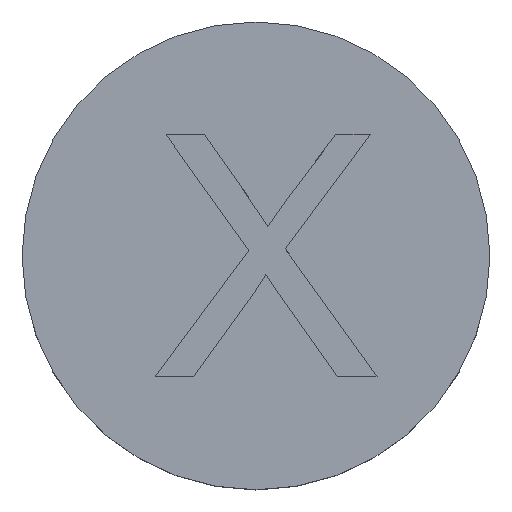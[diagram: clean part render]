
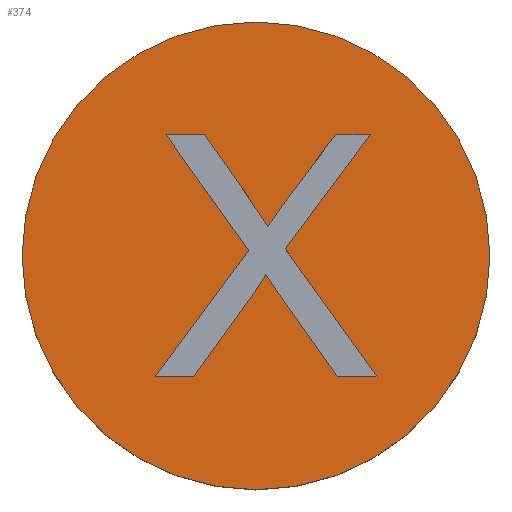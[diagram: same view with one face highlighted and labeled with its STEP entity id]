
A CAD part, top view. The second image highlights one B-rep face of the part: STEP entity #374.
In plain terms, the highlighted planar face has unit normal (0, 0, 1).
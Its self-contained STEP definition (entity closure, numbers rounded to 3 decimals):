
#15=FACE_BOUND('',#70,.T.);
#16=CIRCLE('',#404,5.8);
#19=B_SPLINE_CURVE_WITH_KNOTS('',3,(#508,#509,#510,#511,#512),
 .UNSPECIFIED.,.F.,.F.,(4,1,4),(0.,0.033,0.053),
 .UNSPECIFIED.);
#21=B_SPLINE_CURVE_WITH_KNOTS('',3,(#531,#532,#533,#534,#535),
 .UNSPECIFIED.,.F.,.F.,(4,1,4),(0.,0.023,0.048),
 .UNSPECIFIED.);
#23=B_SPLINE_CURVE_WITH_KNOTS('',3,(#590,#591,#592,#593,#594),
 .UNSPECIFIED.,.F.,.F.,(4,1,4),(0.,0.04,0.083),
 .UNSPECIFIED.);
#25=B_SPLINE_CURVE_WITH_KNOTS('',3,(#613,#614,#615,#616,#617),
 .UNSPECIFIED.,.F.,.F.,(4,1,4),(0.,0.051,0.088),
 .UNSPECIFIED.);
#49=FACE_OUTER_BOUND('',#69,.T.);
#69=EDGE_LOOP('',(#323));
#70=EDGE_LOOP('',(#324,#325,#326,#327,#328,#329,#330,#331,#332,#333,#334,
#335,#336,#337,#338,#339));
#72=LINE('',#491,#113);
#78=LINE('',#545,#119);
#81=LINE('',#551,#122);
#84=LINE('',#557,#125);
#87=LINE('',#563,#128);
#90=LINE('',#569,#131);
#93=LINE('',#575,#134);
#98=LINE('',#627,#139);
#101=LINE('',#633,#142);
#104=LINE('',#639,#145);
#107=LINE('',#645,#148);
#110=LINE('',#650,#151);
#113=VECTOR('',#412,10.);
#119=VECTOR('',#420,10.);
#122=VECTOR('',#425,10.);
#125=VECTOR('',#430,10.);
#128=VECTOR('',#435,10.);
#131=VECTOR('',#440,10.);
#134=VECTOR('',#445,10.);
#139=VECTOR('',#452,10.);
#142=VECTOR('',#457,10.);
#145=VECTOR('',#462,10.);
#148=VECTOR('',#467,10.);
#151=VECTOR('',#472,10.);
#154=VERTEX_POINT('',#489);
#155=VERTEX_POINT('',#490);
#158=VERTEX_POINT('',#507);
#160=VERTEX_POINT('',#530);
#162=VERTEX_POINT('',#544);
#164=VERTEX_POINT('',#550);
#166=VERTEX_POINT('',#556);
#168=VERTEX_POINT('',#562);
#170=VERTEX_POINT('',#568);
#172=VERTEX_POINT('',#574);
#174=VERTEX_POINT('',#589);
#176=VERTEX_POINT('',#612);
#178=VERTEX_POINT('',#626);
#180=VERTEX_POINT('',#632);
#182=VERTEX_POINT('',#638);
#184=VERTEX_POINT('',#644);
#186=VERTEX_POINT('',#654);
#188=EDGE_CURVE('',#154,#155,#72,.T.);
#192=EDGE_CURVE('',#158,#154,#19,.T.);
#195=EDGE_CURVE('',#160,#158,#21,.T.);
#198=EDGE_CURVE('',#162,#160,#78,.T.);
#201=EDGE_CURVE('',#164,#162,#81,.T.);
#204=EDGE_CURVE('',#166,#164,#84,.T.);
#207=EDGE_CURVE('',#168,#166,#87,.T.);
#210=EDGE_CURVE('',#170,#168,#90,.T.);
#213=EDGE_CURVE('',#172,#170,#93,.T.);
#216=EDGE_CURVE('',#174,#172,#23,.T.);
#219=EDGE_CURVE('',#176,#174,#25,.T.);
#222=EDGE_CURVE('',#178,#176,#98,.T.);
#225=EDGE_CURVE('',#180,#178,#101,.T.);
#228=EDGE_CURVE('',#182,#180,#104,.T.);
#231=EDGE_CURVE('',#184,#182,#107,.T.);
#234=EDGE_CURVE('',#155,#184,#110,.T.);
#236=EDGE_CURVE('',#186,#186,#16,.T.);
#323=ORIENTED_EDGE('',*,*,#236,.T.);
#324=ORIENTED_EDGE('',*,*,#188,.T.);
#325=ORIENTED_EDGE('',*,*,#234,.T.);
#326=ORIENTED_EDGE('',*,*,#231,.T.);
#327=ORIENTED_EDGE('',*,*,#228,.T.);
#328=ORIENTED_EDGE('',*,*,#225,.T.);
#329=ORIENTED_EDGE('',*,*,#222,.T.);
#330=ORIENTED_EDGE('',*,*,#219,.T.);
#331=ORIENTED_EDGE('',*,*,#216,.T.);
#332=ORIENTED_EDGE('',*,*,#213,.T.);
#333=ORIENTED_EDGE('',*,*,#210,.T.);
#334=ORIENTED_EDGE('',*,*,#207,.T.);
#335=ORIENTED_EDGE('',*,*,#204,.T.);
#336=ORIENTED_EDGE('',*,*,#201,.T.);
#337=ORIENTED_EDGE('',*,*,#198,.T.);
#338=ORIENTED_EDGE('',*,*,#195,.T.);
#339=ORIENTED_EDGE('',*,*,#192,.T.);
#354=PLANE('',#406);
#374=ADVANCED_FACE('',(#49,#15),#354,.T.);
#404=AXIS2_PLACEMENT_3D('',#655,#478,#479);
#406=AXIS2_PLACEMENT_3D('',#659,#483,#484);
#412=DIRECTION('',(-0.584,-0.811,0.));
#420=DIRECTION('',(-0.576,0.817,0.));
#425=DIRECTION('',(-1.,0.,0.));
#430=DIRECTION('',(0.582,-0.813,0.));
#435=DIRECTION('',(-0.598,-0.802,0.));
#440=DIRECTION('',(1.,0.,0.));
#445=DIRECTION('',(0.604,0.797,0.));
#452=DIRECTION('',(0.578,-0.816,0.));
#457=DIRECTION('',(1.,0.,0.));
#462=DIRECTION('',(-0.58,0.815,0.));
#467=DIRECTION('',(0.596,0.803,0.));
#472=DIRECTION('',(-1.,0.,0.));
#478=DIRECTION('center_axis',(0.,0.,1.));
#479=DIRECTION('ref_axis',(-1.,0.,0.));
#483=DIRECTION('center_axis',(0.,0.,1.));
#484=DIRECTION('ref_axis',(-1.,0.,0.));
#489=CARTESIAN_POINT('',(194.86,92.091,10.5));
#490=CARTESIAN_POINT('',(193.354,90.,10.5));
#491=CARTESIAN_POINT('',(195.082,92.4,10.5));
#507=CARTESIAN_POINT('',(195.146,92.542,10.5));
#508=CARTESIAN_POINT('Ctrl Pts',(195.146,92.542,10.5));
#509=CARTESIAN_POINT('Ctrl Pts',(195.09,92.449,10.5));
#510=CARTESIAN_POINT('Ctrl Pts',(194.997,92.297,10.5));
#511=CARTESIAN_POINT('Ctrl Pts',(194.898,92.149,10.5));
#512=CARTESIAN_POINT('Ctrl Pts',(194.86,92.091,10.5));
#530=CARTESIAN_POINT('',(195.408,92.141,10.5));
#531=CARTESIAN_POINT('Ctrl Pts',(195.408,92.141,10.5));
#532=CARTESIAN_POINT('Ctrl Pts',(195.365,92.204,10.5));
#533=CARTESIAN_POINT('Ctrl Pts',(195.275,92.337,10.5));
#534=CARTESIAN_POINT('Ctrl Pts',(195.19,92.472,10.5));
#535=CARTESIAN_POINT('Ctrl Pts',(195.146,92.542,10.5));
#544=CARTESIAN_POINT('',(196.918,90.,10.5));
#545=CARTESIAN_POINT('',(195.876,91.477,10.5));
#550=CARTESIAN_POINT('',(197.901,90.,10.5));
#551=CARTESIAN_POINT('',(196.4,90.,10.5));
#556=CARTESIAN_POINT('',(195.629,93.172,10.5));
#557=CARTESIAN_POINT('',(195.546,93.288,10.5));
#562=CARTESIAN_POINT('',(197.737,96.,10.5));
#563=CARTESIAN_POINT('',(196.512,94.356,10.5));
#568=CARTESIAN_POINT('',(196.873,96.,10.5));
#569=CARTESIAN_POINT('',(195.887,96.,10.5));
#574=CARTESIAN_POINT('',(195.666,94.408,10.5));
#575=CARTESIAN_POINT('',(195.187,93.777,10.5));
#589=CARTESIAN_POINT('',(195.191,93.724,10.5));
#590=CARTESIAN_POINT('Ctrl Pts',(195.191,93.724,10.5));
#591=CARTESIAN_POINT('Ctrl Pts',(195.263,93.837,10.5));
#592=CARTESIAN_POINT('Ctrl Pts',(195.412,94.071,10.5));
#593=CARTESIAN_POINT('Ctrl Pts',(195.579,94.293,10.5));
#594=CARTESIAN_POINT('Ctrl Pts',(195.666,94.408,10.5));
#612=CARTESIAN_POINT('',(194.708,94.461,10.5));
#613=CARTESIAN_POINT('Ctrl Pts',(194.708,94.461,10.5));
#614=CARTESIAN_POINT('Ctrl Pts',(194.807,94.321,10.5));
#615=CARTESIAN_POINT('Ctrl Pts',(194.977,94.081,10.5));
#616=CARTESIAN_POINT('Ctrl Pts',(195.128,93.829,10.5));
#617=CARTESIAN_POINT('Ctrl Pts',(195.191,93.724,10.5));
#626=CARTESIAN_POINT('',(193.62,96.,10.5));
#627=CARTESIAN_POINT('',(194.54,94.698,10.5));
#632=CARTESIAN_POINT('',(192.674,96.,10.5));
#633=CARTESIAN_POINT('',(193.787,96.,10.5));
#638=CARTESIAN_POINT('',(194.721,93.127,10.5));
#639=CARTESIAN_POINT('',(194.781,93.042,10.5));
#644=CARTESIAN_POINT('',(192.4,90.,10.5));
#645=CARTESIAN_POINT('',(193.562,91.565,10.5));
#650=CARTESIAN_POINT('',(194.127,90.,10.5));
#654=CARTESIAN_POINT('',(200.7,93.,10.5));
#655=CARTESIAN_POINT('Origin',(194.9,93.,10.5));
#659=CARTESIAN_POINT('Origin',(194.9,93.,10.5));
